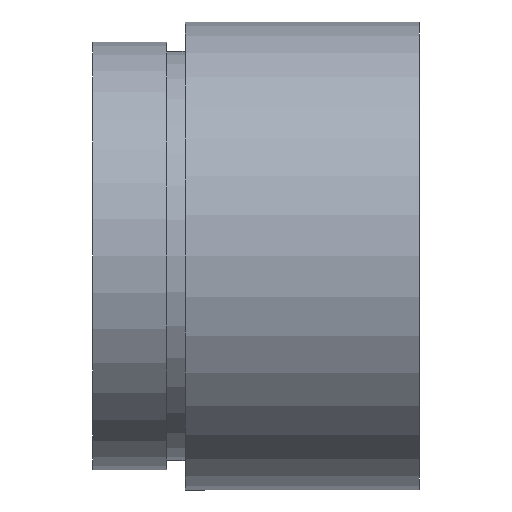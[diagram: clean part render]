
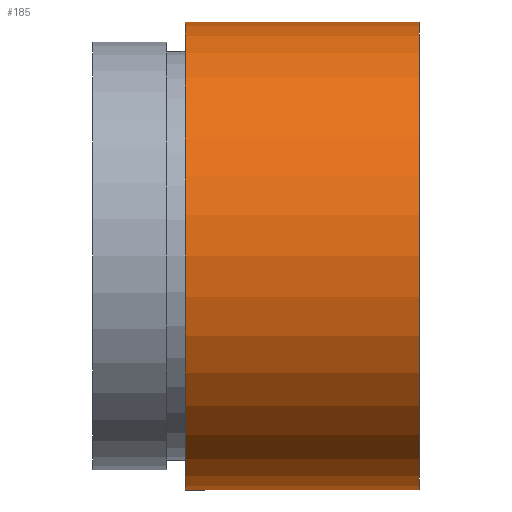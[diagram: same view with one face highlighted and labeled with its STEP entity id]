
A CAD part, left-side view. The second image highlights one B-rep face of the part: STEP entity #185.
In plain terms, the highlighted cylindrical face has radius 12.7 mm (diameter 25.4 mm), a partial arc.
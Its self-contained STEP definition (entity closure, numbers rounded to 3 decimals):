
#21 = VERTEX_POINT ( 'NONE', #212 ) ;
#28 = EDGE_LOOP ( 'NONE', ( #345, #104, #253, #405 ) ) ;
#30 = CARTESIAN_POINT ( 'NONE',  ( 0., 12.7, 0. ) ) ;
#32 = CARTESIAN_POINT ( 'NONE',  ( 0., 161.376, 12.7 ) ) ;
#37 = CYLINDRICAL_SURFACE ( 'NONE', #169, 12.7 ) ;
#72 = CARTESIAN_POINT ( 'NONE',  ( 0., 0., 0. ) ) ;
#76 = CARTESIAN_POINT ( 'NONE',  ( 0., 161.376, 0. ) ) ;
#88 = LINE ( 'NONE', #32, #436 ) ;
#104 = ORIENTED_EDGE ( 'NONE', *, *, #207, .T. ) ;
#112 = CIRCLE ( 'NONE', #298, 12.7 ) ;
#137 = FACE_OUTER_BOUND ( 'NONE', #28, .T. ) ;
#159 = VERTEX_POINT ( 'NONE', #370 ) ;
#169 = AXIS2_PLACEMENT_3D ( 'NONE', #76, #495, #588 ) ;
#176 = VECTOR ( 'NONE', #564, 1000. ) ;
#178 = CARTESIAN_POINT ( 'NONE',  ( 0., 161.376, -12.7 ) ) ;
#185 = ADVANCED_FACE ( 'NONE', ( #137 ), #37, .T. ) ;
#207 = EDGE_CURVE ( 'NONE', #21, #159, #272, .T. ) ;
#212 = CARTESIAN_POINT ( 'NONE',  ( 0., 0., -12.7 ) ) ;
#253 = ORIENTED_EDGE ( 'NONE', *, *, #423, .T. ) ;
#268 = CARTESIAN_POINT ( 'NONE',  ( 0., 12.7, 12.7 ) ) ;
#269 = DIRECTION ( 'NONE',  ( 0., 1., 0. ) ) ;
#272 = CIRCLE ( 'NONE', #383, 12.7 ) ;
#298 = AXIS2_PLACEMENT_3D ( 'NONE', #30, #269, #617 ) ;
#345 = ORIENTED_EDGE ( 'NONE', *, *, #540, .F. ) ;
#360 = DIRECTION ( 'NONE',  ( 0., 1., 0. ) ) ;
#363 = VERTEX_POINT ( 'NONE', #268 ) ;
#370 = CARTESIAN_POINT ( 'NONE',  ( 0., 0., 12.7 ) ) ;
#382 = VERTEX_POINT ( 'NONE', #577 ) ;
#383 = AXIS2_PLACEMENT_3D ( 'NONE', #72, #403, #547 ) ;
#390 = LINE ( 'NONE', #178, #176 ) ;
#403 = DIRECTION ( 'NONE',  ( 0., 1., 0. ) ) ;
#405 = ORIENTED_EDGE ( 'NONE', *, *, #502, .F. ) ;
#423 = EDGE_CURVE ( 'NONE', #159, #363, #88, .T. ) ;
#436 = VECTOR ( 'NONE', #360, 1000. ) ;
#495 = DIRECTION ( 'NONE',  ( 0., 1., 0. ) ) ;
#502 = EDGE_CURVE ( 'NONE', #382, #363, #112, .T. ) ;
#540 = EDGE_CURVE ( 'NONE', #21, #382, #390, .T. ) ;
#547 = DIRECTION ( 'NONE',  ( 0., 0., 1. ) ) ;
#564 = DIRECTION ( 'NONE',  ( 0., 1., 0. ) ) ;
#577 = CARTESIAN_POINT ( 'NONE',  ( 0., 12.7, -12.7 ) ) ;
#588 = DIRECTION ( 'NONE',  ( 0., 0., 1. ) ) ;
#617 = DIRECTION ( 'NONE',  ( 0., 0., 1. ) ) ;
